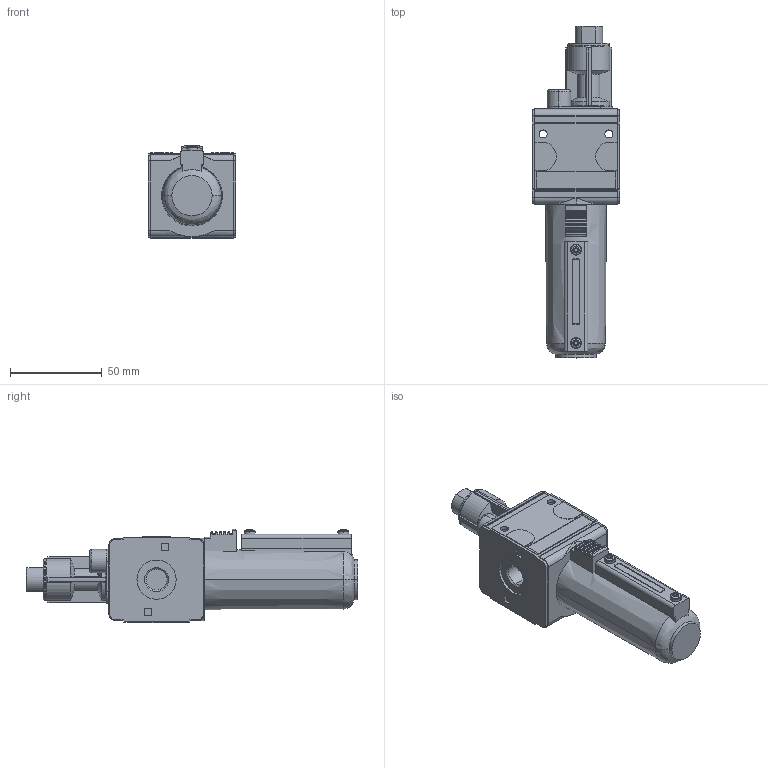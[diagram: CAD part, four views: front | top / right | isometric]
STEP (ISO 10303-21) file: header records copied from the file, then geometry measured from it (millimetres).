
FILE_DESCRIPTION (( 'STEP AP214' ), '1' );
FILE_NAME ('KN-L11_H.STEP', '2017-10-19T09:06:02', ( '' ), ( '' ), 'SwSTEP 2.0', 'SolidWorks 2017', '' );
FILE_SCHEMA (( 'AUTOMOTIVE_DESIGN' ));
Length unit declared in the file: millimetre
Products named in the file (1): KN-L11_H
Bounding box: 47.8 x 181.3 x 50.95 mm (x, y, z)
Volume: 200203 mm3; surface area: 33923.7 mm2
Topology: 2 solids, 2 shells, 391 faces, 1020 edges, 668 vertices
Faces by surface type: plane 181, cylinder 135, cone 36, bspline 35, torus 4
Entity records: 17041 total; most frequent: CARTESIAN_POINT 3152, ORIENTED_EDGE 2040, DIRECTION 1948, EDGE_CURVE 1020, AXIS2_PLACEMENT_3D 690, VERTEX_POINT 668, LINE 568, VECTOR 568
